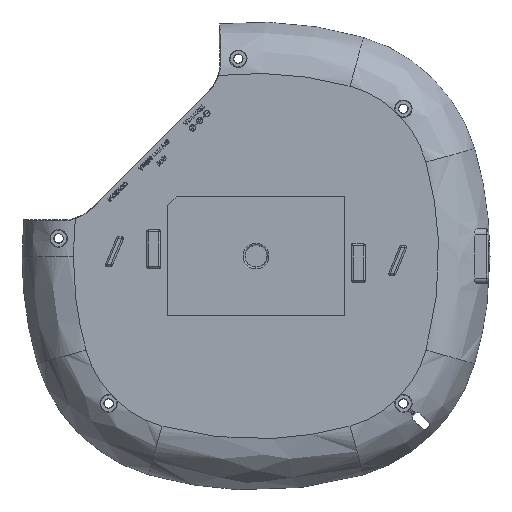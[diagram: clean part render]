
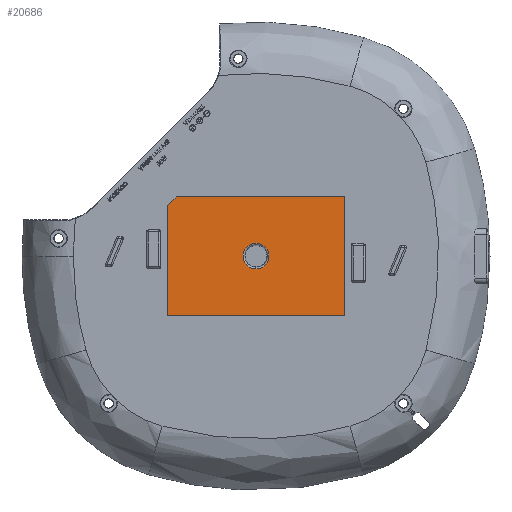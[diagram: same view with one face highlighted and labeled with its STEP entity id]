
A CAD part, front view. The second image highlights one B-rep face of the part: STEP entity #20686.
In plain terms, the highlighted planar face has unit normal (0, -1, 0).
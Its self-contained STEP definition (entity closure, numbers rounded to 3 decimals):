
#503 = VERTEX_POINT ( 'NONE', #28702 ) ;
#923 = CARTESIAN_POINT ( 'NONE',  ( 30.09, 0.3, 0. ) ) ;
#978 = ORIENTED_EDGE ( 'NONE', *, *, #8770, .T. ) ;
#3302 = DIRECTION ( 'NONE',  ( 0., 0., 1. ) ) ;
#3656 = ORIENTED_EDGE ( 'NONE', *, *, #27760, .T. ) ;
#4104 = VECTOR ( 'NONE', #13536, 1000. ) ;
#4337 = DIRECTION ( 'NONE',  ( 0., 0., -1. ) ) ;
#4393 = FACE_OUTER_BOUND ( 'NONE', #11043, .T. ) ;
#4723 = CARTESIAN_POINT ( 'NONE',  ( 0., 0.3, -20.09 ) ) ;
#5098 = LINE ( 'NONE', #923, #29290 ) ;
#5854 = CARTESIAN_POINT ( 'NONE',  ( 0., 0.3, 0. ) ) ;
#6423 = DIRECTION ( 'NONE',  ( 0., 1., 0. ) ) ;
#6658 = VERTEX_POINT ( 'NONE', #18261 ) ;
#7004 = EDGE_LOOP ( 'NONE', ( #18531, #3656 ) ) ;
#7716 = ORIENTED_EDGE ( 'NONE', *, *, #11861, .T. ) ;
#8076 = VERTEX_POINT ( 'NONE', #13958 ) ;
#8137 = VERTEX_POINT ( 'NONE', #25899 ) ;
#8246 = DIRECTION ( 'NONE',  ( 0., 0., -1. ) ) ;
#8567 = ORIENTED_EDGE ( 'NONE', *, *, #24974, .T. ) ;
#8744 = DIRECTION ( 'NONE',  ( -1., 0., 0. ) ) ;
#8770 = EDGE_CURVE ( 'NONE', #9528, #9286, #8953, .T. ) ;
#8953 = LINE ( 'NONE', #10897, #22216 ) ;
#9286 = VERTEX_POINT ( 'NONE', #14900 ) ;
#9528 = VERTEX_POINT ( 'NONE', #20429 ) ;
#9925 = LINE ( 'NONE', #15791, #27105 ) ;
#10225 = AXIS2_PLACEMENT_3D ( 'NONE', #20557, #6423, #22905 ) ;
#10897 = CARTESIAN_POINT ( 'NONE',  ( -23.593, 0.3, 23.593 ) ) ;
#11043 = EDGE_LOOP ( 'NONE', ( #7716, #8567, #978, #27896, #11546 ) ) ;
#11154 = CARTESIAN_POINT ( 'NONE',  ( -30.09, 0.3, 0. ) ) ;
#11546 = ORIENTED_EDGE ( 'NONE', *, *, #19135, .T. ) ;
#11669 = VERTEX_POINT ( 'NONE', #25798 ) ;
#11861 = EDGE_CURVE ( 'NONE', #8137, #6658, #5098, .T. ) ;
#13536 = DIRECTION ( 'NONE',  ( 0., 0., -1. ) ) ;
#13708 = VECTOR ( 'NONE', #25881, 1000. ) ;
#13958 = CARTESIAN_POINT ( 'NONE',  ( 0., 0.3, 4.359 ) ) ;
#14900 = CARTESIAN_POINT ( 'NONE',  ( -30.09, 0.3, 17.096 ) ) ;
#15735 = AXIS2_PLACEMENT_3D ( 'NONE', #16118, #18475, #4337 ) ;
#15791 = CARTESIAN_POINT ( 'NONE',  ( 0., 0.3, 20.09 ) ) ;
#16118 = CARTESIAN_POINT ( 'NONE',  ( 0., 0.3, 0. ) ) ;
#16301 = AXIS2_PLACEMENT_3D ( 'NONE', #5854, #22340, #8246 ) ;
#16488 = EDGE_CURVE ( 'NONE', #11669, #8076, #23738, .T. ) ;
#18261 = CARTESIAN_POINT ( 'NONE',  ( 30.09, 0.3, 20.09 ) ) ;
#18475 = DIRECTION ( 'NONE',  ( 0., -1., 0. ) ) ;
#18531 = ORIENTED_EDGE ( 'NONE', *, *, #16488, .T. ) ;
#19001 = EDGE_CURVE ( 'NONE', #9286, #503, #22152, .T. ) ;
#19135 = EDGE_CURVE ( 'NONE', #503, #8137, #19967, .T. ) ;
#19967 = LINE ( 'NONE', #4723, #13708 ) ;
#20429 = CARTESIAN_POINT ( 'NONE',  ( -27.096, 0.3, 20.09 ) ) ;
#20557 = CARTESIAN_POINT ( 'NONE',  ( 0., 0.3, 0. ) ) ;
#20686 = ADVANCED_FACE ( 'NONE', ( #28572, #4393 ), #30037, .T. ) ;
#22152 = LINE ( 'NONE', #11154, #4104 ) ;
#22216 = VECTOR ( 'NONE', #27243, 1000. ) ;
#22340 = DIRECTION ( 'NONE',  ( 0., 1., 0. ) ) ;
#22905 = DIRECTION ( 'NONE',  ( 0., 0., -1. ) ) ;
#23738 = CIRCLE ( 'NONE', #10225, 4.359 ) ;
#24974 = EDGE_CURVE ( 'NONE', #6658, #9528, #9925, .T. ) ;
#25798 = CARTESIAN_POINT ( 'NONE',  ( 0., 0.3, -4.359 ) ) ;
#25881 = DIRECTION ( 'NONE',  ( 1., 0., 0. ) ) ;
#25899 = CARTESIAN_POINT ( 'NONE',  ( 30.09, 0.3, -20.09 ) ) ;
#27105 = VECTOR ( 'NONE', #8744, 1000. ) ;
#27243 = DIRECTION ( 'NONE',  ( -0.707, 0., -0.707 ) ) ;
#27760 = EDGE_CURVE ( 'NONE', #8076, #11669, #28793, .T. ) ;
#27896 = ORIENTED_EDGE ( 'NONE', *, *, #19001, .T. ) ;
#28572 = FACE_BOUND ( 'NONE', #7004, .T. ) ;
#28702 = CARTESIAN_POINT ( 'NONE',  ( -30.09, 0.3, -20.09 ) ) ;
#28793 = CIRCLE ( 'NONE', #16301, 4.359 ) ;
#29290 = VECTOR ( 'NONE', #3302, 1000. ) ;
#30037 = PLANE ( 'NONE',  #15735 ) ;
